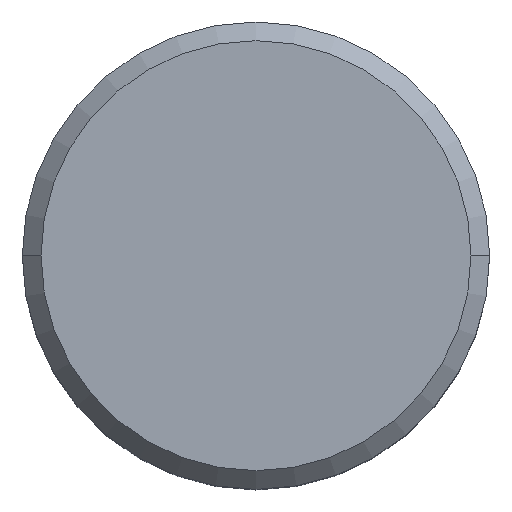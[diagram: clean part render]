
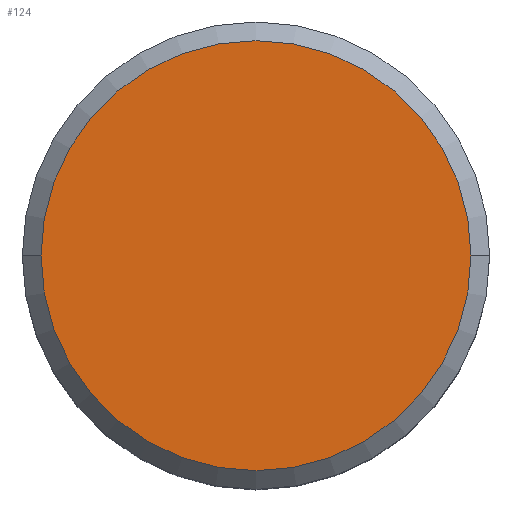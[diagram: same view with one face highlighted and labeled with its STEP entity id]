
A CAD part, top view. The second image highlights one B-rep face of the part: STEP entity #124.
In plain terms, the highlighted planar face has unit normal (0, 0, 1).
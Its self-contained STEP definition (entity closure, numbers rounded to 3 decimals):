
#2 = VERTEX_POINT ( 'NONE', #382 ) ;
#8 = EDGE_CURVE ( 'NONE', #2, #13, #197, .T. ) ;
#13 = VERTEX_POINT ( 'NONE', #404 ) ;
#75 = ORIENTED_EDGE ( 'NONE', *, *, #127, .T. ) ;
#124 = ADVANCED_FACE ( 'NONE', ( #314 ), #313, .F. ) ;
#125 = EDGE_LOOP ( 'NONE', ( #75, #128 ) ) ;
#127 = EDGE_CURVE ( 'NONE', #13, #2, #294, .T. ) ;
#128 = ORIENTED_EDGE ( 'NONE', *, *, #8, .T. ) ;
#195 = CARTESIAN_POINT ( 'NONE',  ( 0., 0., 56.37 ) ) ;
#196 = AXIS2_PLACEMENT_3D ( 'NONE', #195, #406, #405 ) ;
#197 = CIRCLE ( 'NONE', #196, 11.5 ) ;
#291 = DIRECTION ( 'NONE',  ( 1., 0., 0. ) ) ;
#292 = DIRECTION ( 'NONE',  ( 0., 0., 1. ) ) ;
#293 = AXIS2_PLACEMENT_3D ( 'NONE', #299, #292, #291 ) ;
#294 = CIRCLE ( 'NONE', #293, 11.5 ) ;
#299 = CARTESIAN_POINT ( 'NONE',  ( 0., 0., 56.37 ) ) ;
#302 = DIRECTION ( 'NONE',  ( -1., 0., 0. ) ) ;
#303 = DIRECTION ( 'NONE',  ( 0., 0., -1. ) ) ;
#304 = CARTESIAN_POINT ( 'NONE',  ( 0., 0., 56.37 ) ) ;
#305 = AXIS2_PLACEMENT_3D ( 'NONE', #304, #303, #302 ) ;
#313 = PLANE ( 'NONE',  #305 ) ;
#314 = FACE_OUTER_BOUND ( 'NONE', #125, .T. ) ;
#382 = CARTESIAN_POINT ( 'NONE',  ( 11.5, 0., 56.37 ) ) ;
#404 = CARTESIAN_POINT ( 'NONE',  ( -11.5, 0., 56.37 ) ) ;
#405 = DIRECTION ( 'NONE',  ( 1., 0., 0. ) ) ;
#406 = DIRECTION ( 'NONE',  ( 0., 0., 1. ) ) ;
